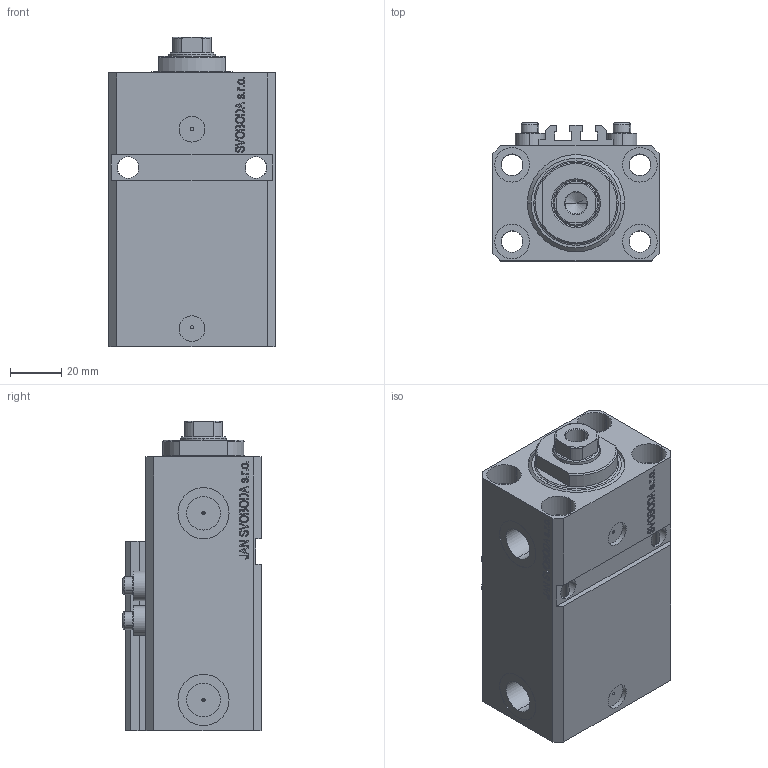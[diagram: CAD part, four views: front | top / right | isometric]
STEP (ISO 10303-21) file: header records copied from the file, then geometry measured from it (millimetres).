
FILE_DESCRIPTION (( 'STEP AP203' ), '1' );
FILE_NAME ('53ff.STEP', '2022-04-09T17:25:29', ( '' ), ( '' ), 'SwSTEP 2.0', 'SolidWorks 2019', '' );
FILE_SCHEMA (( 'CONFIG_CONTROL_DESIGN' ));
Length unit declared in the file: millimetre
Products named in the file (5): ALLEN BOLT V250CE f33f4ea1a44d77d7910f0f82f1f5d2d3; 53ff; V250CE_C_VCP f33f4ea1a44d77d7910f0f82f1f5d2d3; V250CE_E_Body f33f4ea1a44d77d7910f0f82f1f5d2d3; V250CE_VC_E f33f4ea1a44d77d7910f0f82f1f5d2d3
Assembly tree (7 placements, depth 2):
  53ff
    V250CE_E_Body f33f4ea1a44d77d7910f0f82f1f5d2d3
    ALLEN BOLT V250CE f33f4ea1a44d77d7910f0f82f1f5d2d3  x4
    V250CE_C_VCP f33f4ea1a44d77d7910f0f82f1f5d2d3
    V250CE_VC_E f33f4ea1a44d77d7910f0f82f1f5d2d3
Bounding box: 65 x 54 x 120.9 mm (x, y, z)
Volume: 273251 mm3; surface area: 79072.2 mm2
Topology: 8 solids, 8 shells, 1083 faces, 2711 edges, 1760 vertices
Faces by surface type: plane 515, bspline 360, cylinder 138, cone 56, torus 14
Entity records: 47717 total; most frequent: CARTESIAN_POINT 25158, ORIENTED_EDGE 5112, DIRECTION 3338, EDGE_CURVE 2556, VERTEX_POINT 1676, VECTOR 1534, LINE 1534, EDGE_LOOP 1148
